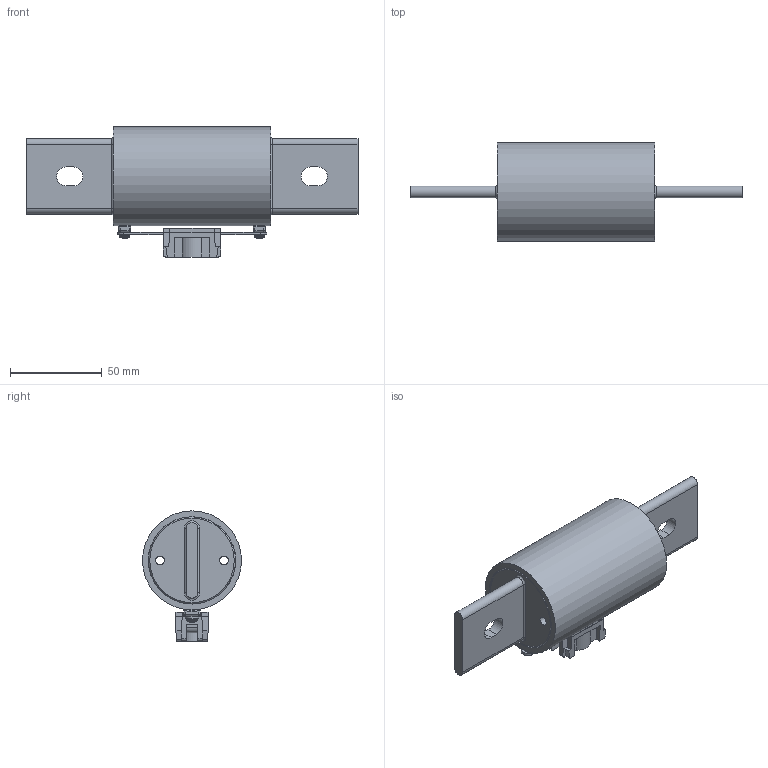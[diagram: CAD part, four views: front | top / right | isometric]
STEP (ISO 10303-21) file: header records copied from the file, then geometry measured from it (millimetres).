
FILE_DESCRIPTION (( 'STEP AP214' ), '1' );
FILE_NAME ('702195rev-.STEP', '2017-09-11T18:35:42', ( '' ), ( '' ), 'SwSTEP 2.0', 'SolidWorks 2016', '' );
FILE_SCHEMA (( 'AUTOMOTIVE_DESIGN' ));
Length unit declared in the file: inch
Products named in the file (1): 702195rev-
Bounding box: 180.97 x 53.98 x 70.98 mm (x, y, z)
Volume: 110672.2 mm3; surface area: 56437.6 mm2
Topology: 16 solids, 16 shells, 686 faces, 1811 edges, 1164 vertices
Faces by surface type: plane 354, cylinder 229, cone 51, torus 19, sphere 18, bspline 15
Full cylindrical faces by diameter (mm): 1.27 x1, 2.057 x1, 2.578 x4, 3.175 x2, 4.318 x2, 4.775 x4, 5.563 x2, 9.271 x1, 47.549 x2, 47.625 x1, 53.975 x1
Entity records: 36466 total; most frequent: CARTESIAN_POINT 11387, ORIENTED_EDGE 3456, DIRECTION 3119, EDGE_CURVE 1728, VERTEX_POINT 1138, AXIS2_PLACEMENT_3D 1059, LINE 1001, VECTOR 1001
